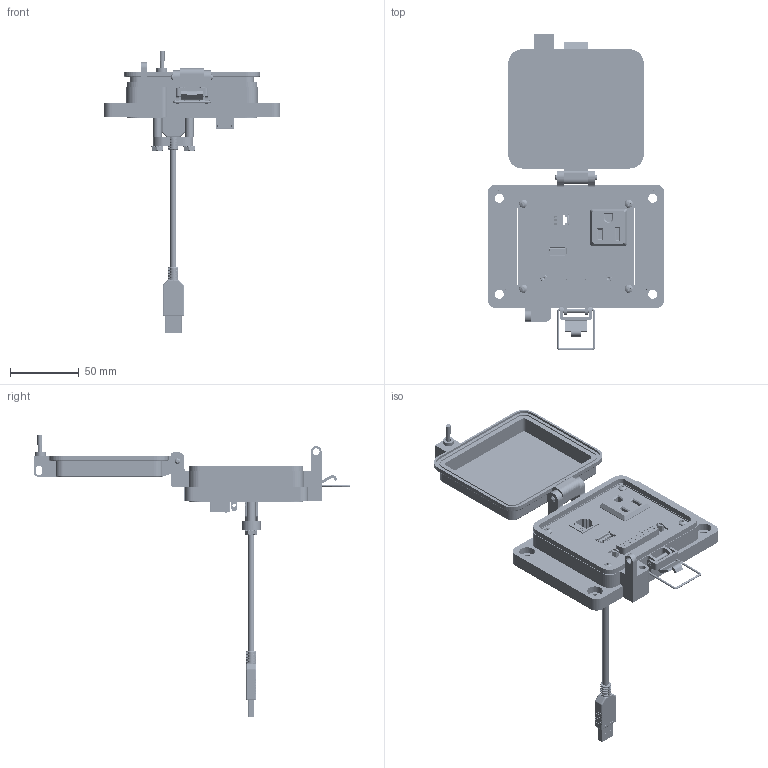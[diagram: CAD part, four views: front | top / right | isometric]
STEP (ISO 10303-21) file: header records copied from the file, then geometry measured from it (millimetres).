
FILE_DESCRIPTION (( 'STEP AP203' ), '1' );
FILE_NAME ('P-P11Q8R2-K3R0_3D.STEP', '2021-07-15T16:04:38', ( '' ), ( '' ), 'SwSTEP 2.0', 'SolidWorks 2019', '' );
FILE_SCHEMA (( 'CONFIG_CONTROL_DESIGN' ));
Length unit declared in the file: millimetre
Products named in the file (21): Z-001-SPR_1-1_4; Q8; Z-000-632134FH_91771A156; P11; Z-200-OTLT-R0SQ; P-P11Q8R2-K3R0_3D; P-P11Q8R2-K3R0_TP240_4; R2; Z-300-RJ45CAT5; P-P11Q8R2-K3R0_BP240_1; Z-000-4243316TFP; Z-H-K3_B; Z-020-3047; Z-002-632516HN_90675A007; P-P11Q8R2-K3R0_FP060_1; Z-BULK-DB25FM; 92005A124_METRIC PAN HEAD PHILLIPS MACHINE SCREW_92005A124; -K3; P-P11Q8R2-K3R0_TP060_1; Z-001-SPR3_16HX; R
Assembly tree (32 placements, depth 3):
  P-P11Q8R2-K3R0_3D
    P-P11Q8R2-K3R0_BP240_1
    P-P11Q8R2-K3R0_TP060_1
    Z-000-4243316TFP  x6
    P11
      Z-020-3047
    P-P11Q8R2-K3R0_TP240_4
    Z-000-632134FH_91771A156  x2
    Z-001-SPR_1-1_4  x2
    Z-002-632516HN_90675A007  x2
    Q8
      Z-BULK-DB25FM
      Z-001-SPR3_16HX  x2
    P-P11Q8R2-K3R0_FP060_1
    R2
      Z-300-RJ45CAT5
    R
      Z-200-OTLT-R0SQ
    -K3
      Z-H-K3_B
    92005A124_METRIC PAN HEAD PHILLIPS MACHINE SCREW_92005A124  x4
Bounding box: 129 x 231.18 x 205.62 mm (x, y, z)
Volume: 202802.2 mm3; surface area: 141700.9 mm2
Topology: 49 solids, 49 shells, 4849 faces, 13421 edges, 8778 vertices
Faces by surface type: plane 2026, cylinder 1940, bspline 598, cone 245, torus 32, sphere 8
Entity records: 144962 total; most frequent: CARTESIAN_POINT 54150, ORIENTED_EDGE 19748, DIRECTION 16458, EDGE_CURVE 9874, VERTEX_POINT 6489, LINE 6000, VECTOR 6000, AXIS2_PLACEMENT_3D 5229
